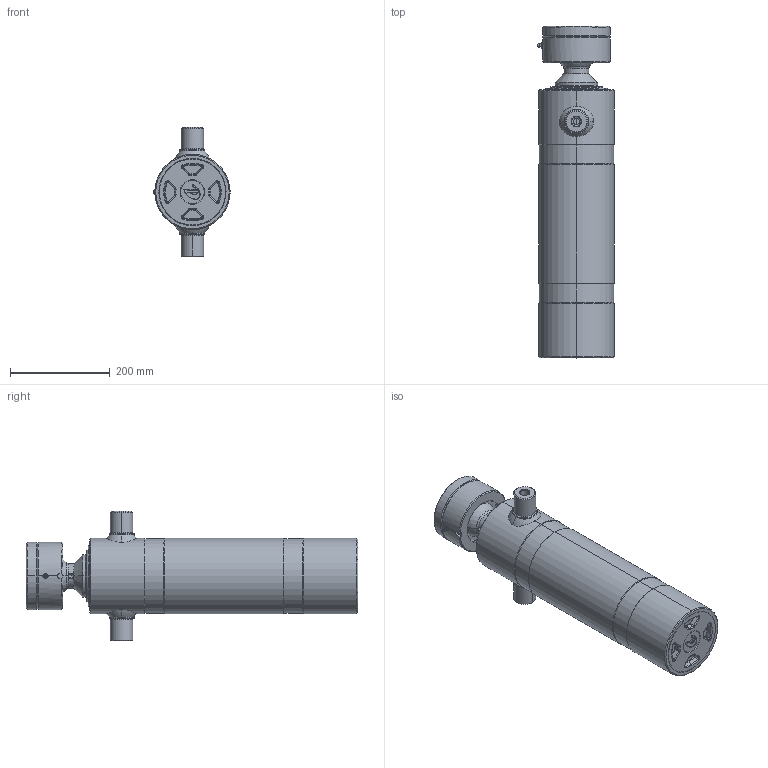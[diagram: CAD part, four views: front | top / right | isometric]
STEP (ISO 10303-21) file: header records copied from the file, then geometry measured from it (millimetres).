
FILE_DESCRIPTION (( 'STEP AP203' ), '1' );
FILE_NAME ('313.HR.STEP', '2014-01-17T08:37:57', ( '' ), ( '' ), 'SwSTEP 2.0', 'SolidWorks 2013', '' );
FILE_SCHEMA (( 'CONFIG_CONTROL_DESIGN' ));
Length unit declared in the file: millimetre
Products named in the file (27): JOP_F126; JOINT RACLEUR_JRT88; TOURILLONS_TOUR45; JOR38V; JOINT RACLEUR_JRT107; Pièce1^TE313H; ET88R79; JOINT RACLEUR_JRT126; TE313H; ECROU ROTULE FEMELLE Ø79; JOINT TIGE_JTT88; TU_126_TU126313; BASE ROTULE FEMELLE Ø79; JOINT TIGE_JTT107; TU_107_TU107312; RONDELLE ROTULE FEMELLE Ø79; JOINT TIGE_JTT126; TIGE_88_TI88313; ROT79M+F; JONCS INTERIEURS_JC96; TV88; GRAISSEUR; JONCS INTERIEURS_JC116; FONDS FORGES USINES_F126; TOURILLONS_TOUR4512; 313.HR
Assembly tree (28 placements, depth 3):
  313.HR
    TE313H
      TE313H
      TOURILLONS_TOUR4512
      TOURILLONS_TOUR45
      Pièce1^TE313H  x2
    TU_126_TU126313
    TU_107_TU107312
    TIGE_88_TI88313
    TV88
    FONDS FORGES USINES_F126
    JOINT RACLEUR_JRT88
    JOINT RACLEUR_JRT107
    JOINT RACLEUR_JRT126
    JOINT TIGE_JTT88
    JOINT TIGE_JTT107
    JOINT TIGE_JTT126
    JONCS INTERIEURS_JC96
    JONCS INTERIEURS_JC116
    JOP_F126
    JOR38V  x2
    ET88R79
    ROT79M+F
      ECROU ROTULE FEMELLE Ø79
      BASE ROTULE FEMELLE Ø79
      RONDELLE ROTULE FEMELLE Ø79
    GRAISSEUR
Bounding box: 153.25 x 667 x 260.5 mm (x, y, z)
Volume: 8374347 mm3; surface area: 1817240.8 mm2
Topology: 26 solids, 26 shells, 816 faces, 1832 edges, 1072 vertices
Faces by surface type: cylinder 293, cone 202, plane 135, torus 124, bspline 48, sphere 14
Entity records: 27817 total; most frequent: CARTESIAN_POINT 6900, DIRECTION 4136, ORIENTED_EDGE 3554, EDGE_CURVE 1777, AXIS2_PLACEMENT_3D 1770, VERTEX_POINT 1052, CIRCLE 975, EDGE_LOOP 877
